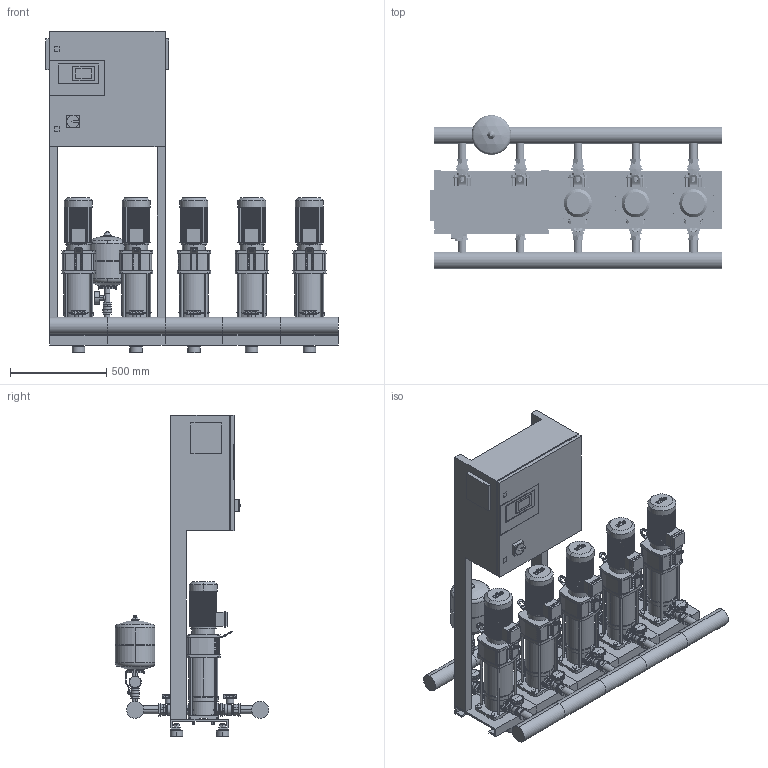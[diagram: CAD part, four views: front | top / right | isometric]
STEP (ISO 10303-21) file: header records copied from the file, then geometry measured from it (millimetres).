
FILE_DESCRIPTION((''),'2;1');
FILE_NAME('3d_CO-5HELIXV604_K_CC-01-2535353.stp','2016-01-25T08:17:51',(''),(''),'Mechanical Desktop 2009','Mechanical Desktop 2009',', , ');
FILE_SCHEMA(('CONFIG_CONTROL_DESIGN'));
Length unit declared in the file: millimetre
Products named in the file (1): Product
Bounding box: 1520 x 797.45 x 1670 mm (x, y, z)
Volume: 200985636.5 mm3; surface area: 10619955.7 mm2
Topology: 198 solids, 198 shells, 6120 faces, 15687 edges, 10311 vertices
Faces by surface type: plane 2784, cylinder 1685, bspline 1371, cone 252, torus 26, sphere 2
Entity records: 195743 total; most frequent: CARTESIAN_POINT 47526, ORIENTED_EDGE 31334, DIRECTION 29034, EDGE_CURVE 15667, VERTEX_POINT 10305, VECTOR 10284, LINE 10284, AXIS2_PLACEMENT_3D 9375
